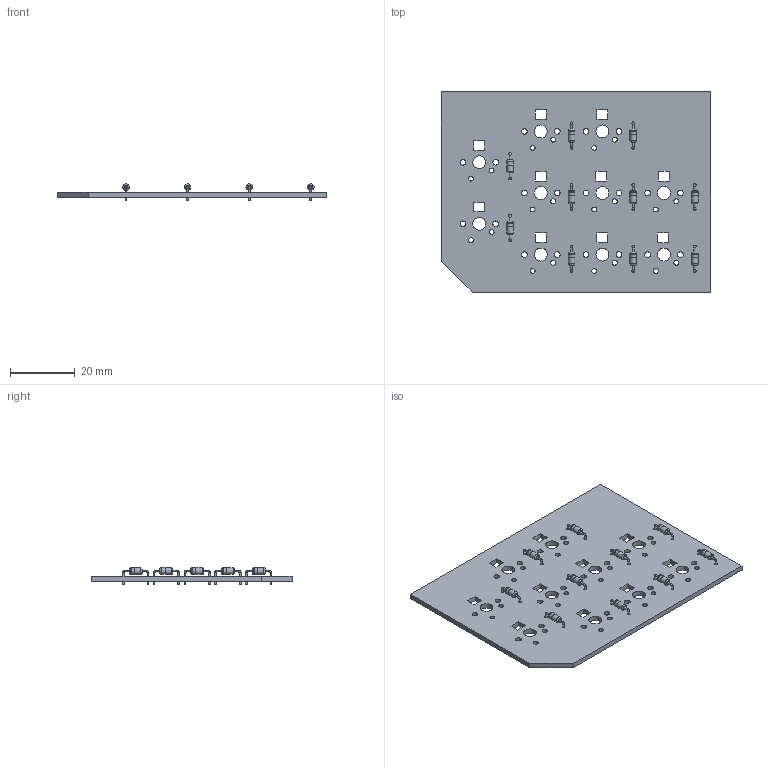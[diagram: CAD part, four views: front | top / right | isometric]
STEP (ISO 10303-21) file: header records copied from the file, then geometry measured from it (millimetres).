
FILE_DESCRIPTION(('KiCad electronic assembly'),'2;1');
FILE_NAME('hackpad.step','2025-02-06T16:12:43',('Pcbnew'),('Kicad'), 'Open CASCADE STEP processor 7.6','KiCad to STEP converter','Unknown' );
FILE_SCHEMA(('AUTOMOTIVE_DESIGN { 1 0 10303 214 1 1 1 1 }'));
Length unit declared in the file: millimetre
Products named in the file (4): hackpad 1; D_DO-35_SOD27_P7.62mm_Horizontal; _autosave-hackpad_PCB
Assembly tree (12 placements, depth 3):
  hackpad 1
    D_DO-35_SOD27_P7.62mm_Horizontal  x10
      D_DO-35_SOD27_P7.62mm_Horizontal
    _autosave-hackpad_PCB
Bounding box: 83.34 x 61.91 x 5.01 mm (x, y, z)
Volume: 7821.8 mm3; surface area: 11391.5 mm2
Topology: 21 solids, 21 shells, 277 faces, 585 edges, 370 vertices
Faces by surface type: cylinder 130, plane 107, torus 40
Full cylindrical faces by diameter (mm): 0.5 x30, 0.8 x20, 1.5 x20, 1.75 x20, 2 x20, 2.02 x10, 4 x10
Entity records: 4890 total; most frequent: DIRECTION 819, CARTESIAN_POINT 759, ORIENTED_EDGE 738, EDGE_CURVE 369, AXIS2_PLACEMENT_3D 304, FACE_BOUND 295, EDGE_LOOP 295, VERTEX_POINT 244
